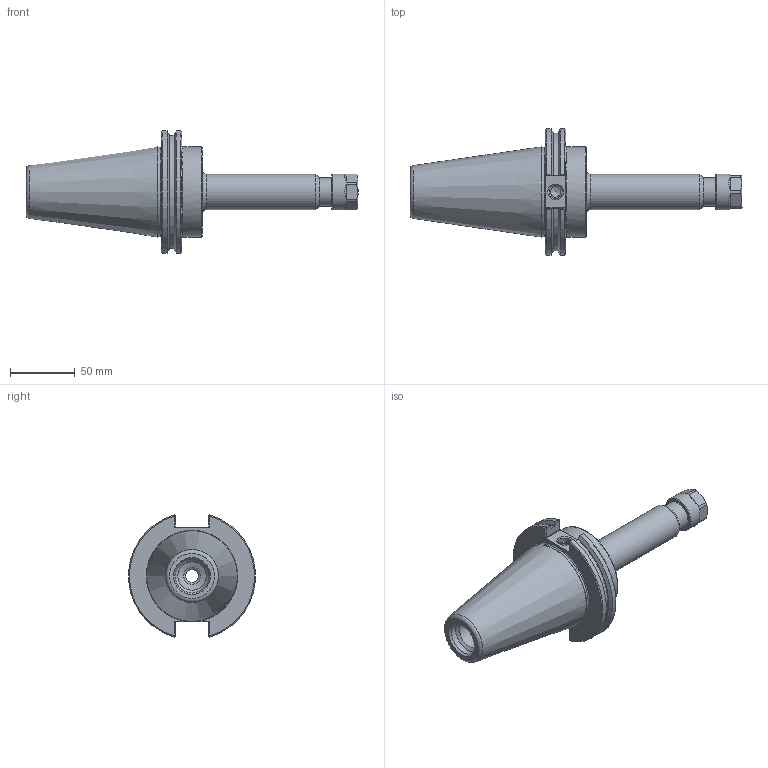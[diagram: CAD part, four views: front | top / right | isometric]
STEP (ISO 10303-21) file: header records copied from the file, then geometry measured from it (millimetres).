
FILE_DESCRIPTION((''),'2;1');
FILE_NAME('C50-16ERP612.iam.stp','2014-06-02T14:16:55',(''),(''),'Autodesk Inventor 2012','Autodesk Inventor 2012','');
FILE_SCHEMA(('AUTOMOTIVE_DESIGN { 1 0 10303 214 1 1 1 1 }'));
Length unit declared in the file: inch
Products named in the file (3): C50-16ERP612; C50-16ER6-1; 16ERHPN
Assembly tree (2 placements, depth 2):
  C50-16ERP612
    C50-16ER6-1
    16ERHPN
Bounding box: 257.05 x 98.06 x 94.71 mm (x, y, z)
Volume: 428680.1 mm3; surface area: 65959.3 mm2
Topology: 3 solids, 3 shells, 138 faces, 339 edges, 214 vertices
Faces by surface type: plane 53, cylinder 39, cone 28, torus 10, bspline 8
Full cylindrical faces by diameter (mm): 8 x1, 9.728 x1, 10.135 x1, 11.176 x1, 12.04 x1, 12.7 x1, 16.002 x1, 17.01 x1, 17.112 x1, 17.272 x1, 20.066 x1, 20.168 x1, 20.676 x1, 21.971 x1, 22 x1, 22.428 x1, 26.365 x1, 27.432 x1, 27.737 x1, 69.342 x1, 69.85 x1
Entity records: 4729 total; most frequent: CARTESIAN_POINT 1621, DIRECTION 594, ORIENTED_EDGE 552, EDGE_CURVE 276, AXIS2_PLACEMENT_3D 247, VERTEX_POINT 202, EDGE_LOOP 202, FACE_OUTER_BOUND 138
